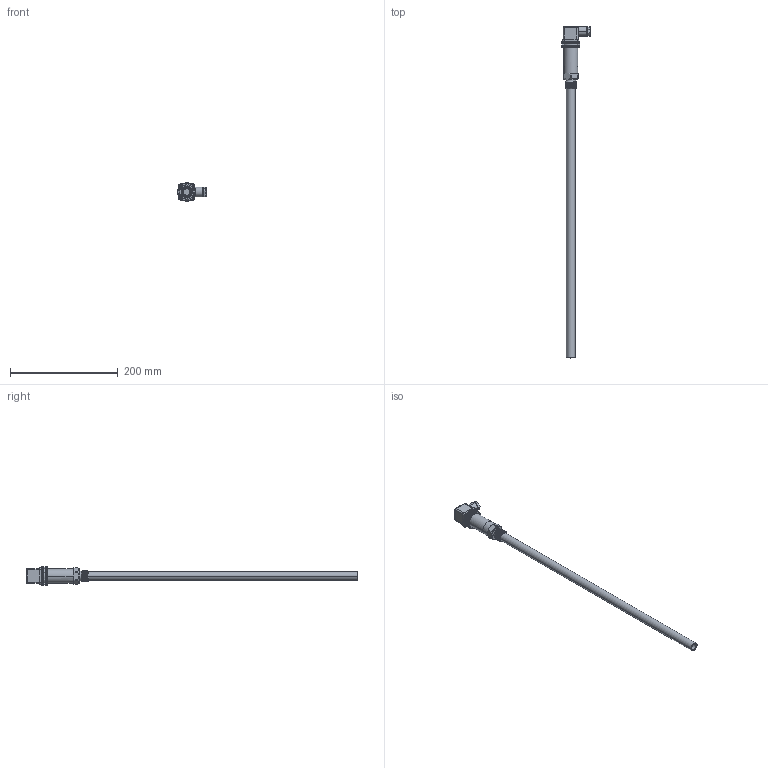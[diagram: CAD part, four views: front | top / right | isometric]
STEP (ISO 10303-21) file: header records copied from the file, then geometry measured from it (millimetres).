
FILE_DESCRIPTION (( 'STEP AP214' ), '1' );
FILE_NAME ('LM115-G12M-L500-0-3D 2021.8.7.STEP', '2021-08-07T09:22:14', ( '' ), ( '' ), 'SwSTEP 2.0', 'SolidWorks 2018', '' );
FILE_SCHEMA (( 'AUTOMOTIVE_DESIGN' ));
Length unit declared in the file: millimetre
Products named in the file (8): ARB02-2PE3PE_4_1.stp; LM115-G12M-L500-3D.stp; PM200-L55B-3D_ASM.stp; LM115-G12M-L500-0-3D  2021.8.7; FXHSM-ARB02-2PE3PE-20210410_A_1_ASM.stp; FX-HSM-20210420_10_1.stp; PM200-L55MM-3D.stp; LM115-G12M-L500-0-3D.stp
Assembly tree (7 placements, depth 5):
  LM115-G12M-L500-0-3D  2021.8.7
    LM115-G12M-L500-0-3D.stp
      PM200-L55B-3D_ASM.stp
        FXHSM-ARB02-2PE3PE-20210410_A_1_ASM.stp
          FX-HSM-20210420_10_1.stp
          ARB02-2PE3PE_4_1.stp
        PM200-L55MM-3D.stp
      LM115-G12M-L500-3D.stp
Bounding box: 53.5 x 616.2 x 33.99 mm (x, y, z)
Volume: 112586.9 mm3; surface area: 68897.4 mm2
Topology: 3 solids, 6 shells, 771 faces, 2137 edges, 1391 vertices
Faces by surface type: plane 420, cylinder 307, cone 20, bspline 16, torus 4, sphere 4
Entity records: 28400 total; most frequent: CARTESIAN_POINT 8458, ORIENTED_EDGE 4262, DIRECTION 3963, EDGE_CURVE 2133, VECTOR 1393, LINE 1393, VERTEX_POINT 1391, AXIS2_PLACEMENT_3D 1285
